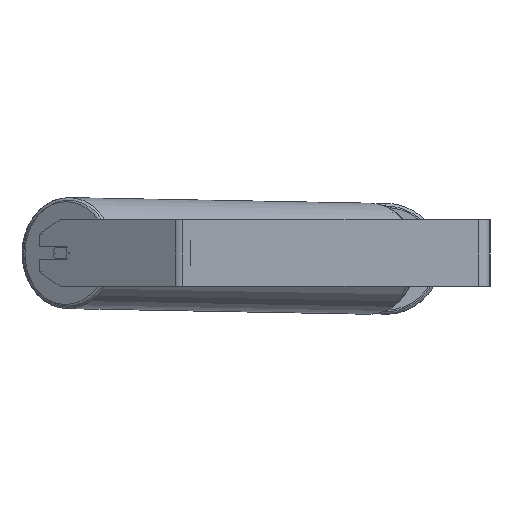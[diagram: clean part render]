
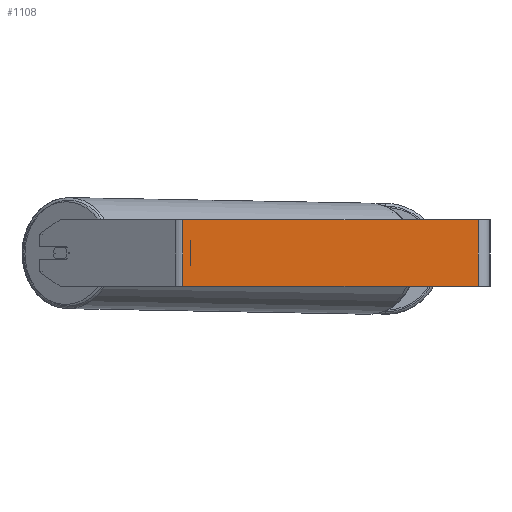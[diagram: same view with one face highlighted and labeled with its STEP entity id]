
A CAD part, left-side view. The second image highlights one B-rep face of the part: STEP entity #1108.
In plain terms, the highlighted planar face has unit normal (-1, 0, 0).
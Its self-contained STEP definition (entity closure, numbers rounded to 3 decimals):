
#25 = DIRECTION ( 'NONE',  ( 1., 0., 0. ) ) ;
#244 = DIRECTION ( 'NONE',  ( 0., 0., -1. ) ) ;
#354 = AXIS2_PLACEMENT_3D ( 'NONE', #1287, #25, #5973 ) ;
#1108 = ADVANCED_FACE ( 'NONE', ( #5402 ), #1328, .F. ) ;
#1287 = CARTESIAN_POINT ( 'NONE',  ( -1000., 372.332, 40. ) ) ;
#1328 = PLANE ( 'NONE',  #354 ) ;
#1700 = ORIENTED_EDGE ( 'NONE', *, *, #4289, .F. ) ;
#2145 = EDGE_CURVE ( 'NONE', #4821, #7023, #3065, .T. ) ;
#2271 = ORIENTED_EDGE ( 'NONE', *, *, #2931, .T. ) ;
#2320 = EDGE_CURVE ( 'NONE', #4821, #4842, #6886, .T. ) ;
#2584 = CARTESIAN_POINT ( 'NONE',  ( -1000., 367.918, 40. ) ) ;
#2655 = VECTOR ( 'NONE', #8451, 1000. ) ;
#2931 = EDGE_CURVE ( 'NONE', #7023, #6934, #4461, .T. ) ;
#3065 = LINE ( 'NONE', #5755, #2655 ) ;
#3083 = VECTOR ( 'NONE', #3535, 1000. ) ;
#3166 = CARTESIAN_POINT ( 'NONE',  ( -1000., 367.918, -40. ) ) ;
#3535 = DIRECTION ( 'NONE',  ( 0., -1., 0. ) ) ;
#4020 = EDGE_LOOP ( 'NONE', ( #2271, #1700, #8522, #4995 ) ) ;
#4289 = EDGE_CURVE ( 'NONE', #4842, #6934, #7110, .T. ) ;
#4305 = CARTESIAN_POINT ( 'NONE',  ( -1000., 14., -40. ) ) ;
#4461 = LINE ( 'NONE', #7804, #6610 ) ;
#4571 = CARTESIAN_POINT ( 'NONE',  ( -1000., 14., 40. ) ) ;
#4821 = VERTEX_POINT ( 'NONE', #2584 ) ;
#4842 = VERTEX_POINT ( 'NONE', #4571 ) ;
#4995 = ORIENTED_EDGE ( 'NONE', *, *, #2145, .T. ) ;
#5258 = DIRECTION ( 'NONE',  ( 0., -1., 0. ) ) ;
#5402 = FACE_OUTER_BOUND ( 'NONE', #4020, .T. ) ;
#5755 = CARTESIAN_POINT ( 'NONE',  ( -1000., 367.918, 40. ) ) ;
#5904 = VECTOR ( 'NONE', #244, 1000. ) ;
#5973 = DIRECTION ( 'NONE',  ( 0., 0., -1. ) ) ;
#6106 = CARTESIAN_POINT ( 'NONE',  ( -1000., 372.332, 40. ) ) ;
#6610 = VECTOR ( 'NONE', #5258, 1000. ) ;
#6886 = LINE ( 'NONE', #6106, #3083 ) ;
#6934 = VERTEX_POINT ( 'NONE', #4305 ) ;
#7023 = VERTEX_POINT ( 'NONE', #3166 ) ;
#7110 = LINE ( 'NONE', #8392, #5904 ) ;
#7804 = CARTESIAN_POINT ( 'NONE',  ( -1000., 372.332, -40. ) ) ;
#8392 = CARTESIAN_POINT ( 'NONE',  ( -1000., 14., 40. ) ) ;
#8451 = DIRECTION ( 'NONE',  ( 0., 0., -1. ) ) ;
#8522 = ORIENTED_EDGE ( 'NONE', *, *, #2320, .F. ) ;
